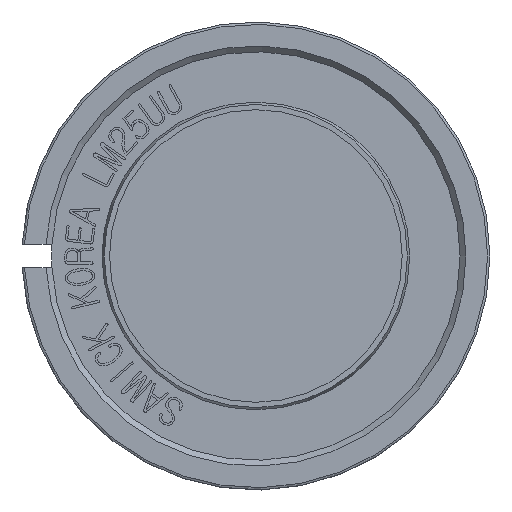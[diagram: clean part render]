
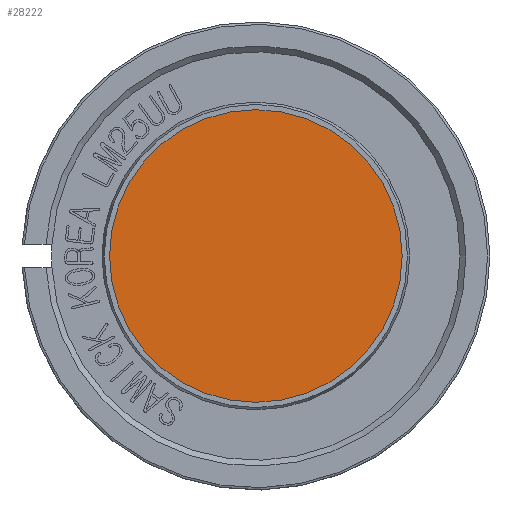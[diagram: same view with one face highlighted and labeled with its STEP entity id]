
A CAD part, front view. The second image highlights one B-rep face of the part: STEP entity #28222.
In plain terms, the highlighted planar face has unit normal (0, -1, 0).
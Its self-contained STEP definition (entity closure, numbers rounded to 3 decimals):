
#28191=CARTESIAN_POINT('',(-12.5,-54.0,0.));
#28192=VERTEX_POINT('',#28191);
#28193=CARTESIAN_POINT('',(0.0,-54.0,0.0));
#28194=DIRECTION('',(0.0,1.0,0.0));
#28195=DIRECTION('',(1.0,0.0,0.0));
#28196=AXIS2_PLACEMENT_3D('',#28193,#28194,#28195);
#28197=CIRCLE('',#28196,12.5);
#28198=EDGE_CURVE('',#28192,#28192,#28197,.T.);
#28214=CARTESIAN_POINT('',(0.0,-54.0,0.0));
#28215=DIRECTION('',(0.0,-1.0,0.0));
#28216=DIRECTION('',(0.0,0.0,-1.0));
#28217=AXIS2_PLACEMENT_3D('',#28214,#28215,#28216);
#28218=PLANE('',#28217);
#28219=ORIENTED_EDGE('',*,*,#28198,.F.);
#28220=EDGE_LOOP('',(#28219));
#28221=FACE_OUTER_BOUND('',#28220,.T.);
#28222=ADVANCED_FACE('',(#28221),#28218,.T.);
